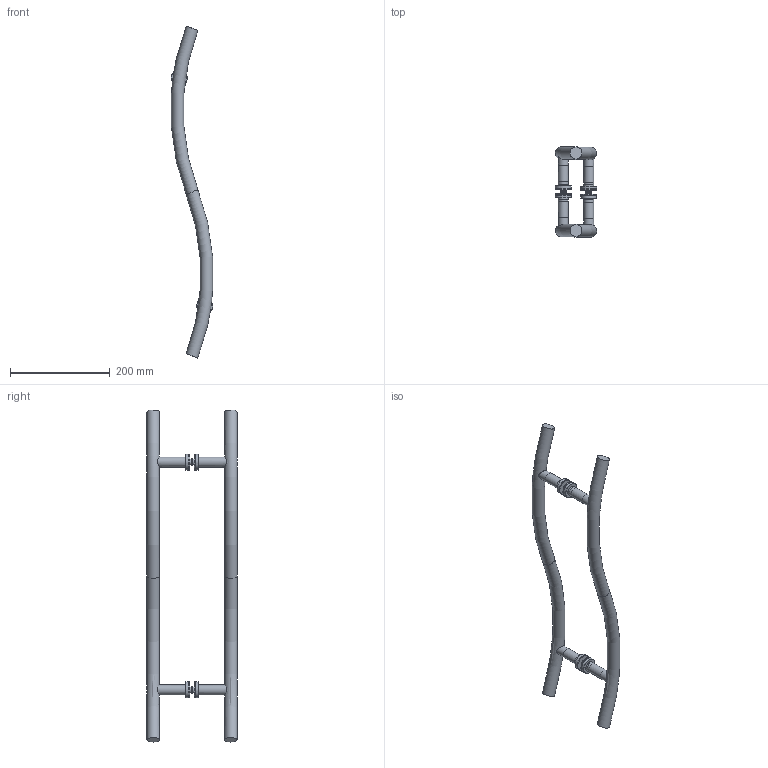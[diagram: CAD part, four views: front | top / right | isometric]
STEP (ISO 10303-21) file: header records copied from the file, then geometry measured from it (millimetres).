
FILE_DESCRIPTION(/* description */ (''),/* implementation_level */ '2;1');
FILE_NAME(/* name */ 'VENUS_657.stp',/* time_stamp */ '2019-08-08T10:04:12+02:00',/* author */ ('DOMINIQUE'),/* organization */ (''),/* preprocessor_version */ 'ST-DEVELOPER v17.2',/* originating_system */ 'Autodesk Inventor 2019',/* authorisation */ '');
FILE_SCHEMA (('AUTOMOTIVE_DESIGN { 1 0 10303 214 3 1 1 }'));
Length unit declared in the file: millimetre
Products named in the file (1): VENUS_657
Bounding box: 83.07 x 180.5 x 665.84 mm (x, y, z)
Volume: 724967.4 mm3; surface area: 153441.2 mm2
Topology: 16 solids, 16 shells, 248 faces, 584 edges, 390 vertices
Faces by surface type: plane 130, cylinder 58, cone 52, torus 8
Full cylindrical faces by diameter (mm): 4.134 x2, 4.2 x2, 5 x2, 5.6 x2, 8.376 x4, 8.5 x2, 10.6 x4, 12.7 x4, 17 x8, 20 x4, 32 x8
Entity records: 7653 total; most frequent: CARTESIAN_POINT 1627, DIRECTION 1212, ORIENTED_EDGE 1156, EDGE_CURVE 578, AXIS2_PLACEMENT_3D 475, VERTEX_POINT 390, EDGE_LOOP 296, STYLED_ITEM 264
